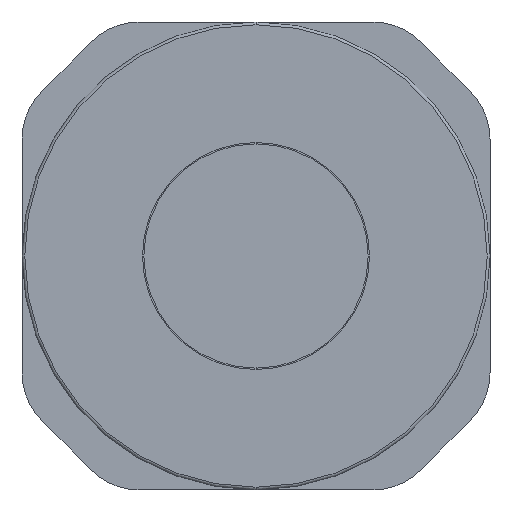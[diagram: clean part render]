
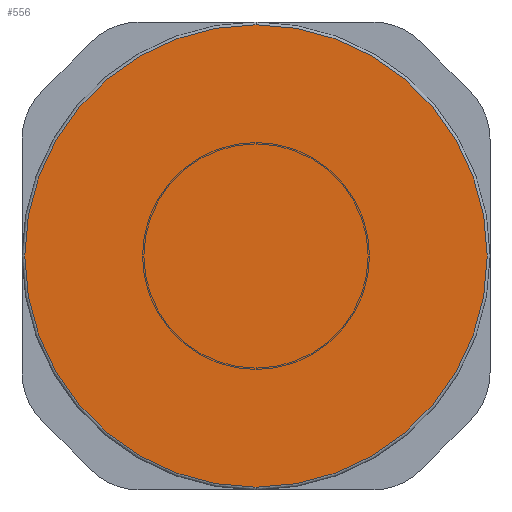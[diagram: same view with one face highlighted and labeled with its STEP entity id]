
A CAD part, left-side view. The second image highlights one B-rep face of the part: STEP entity #556.
In plain terms, the highlighted face is planar.
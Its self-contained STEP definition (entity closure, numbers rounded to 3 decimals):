
#556 = ADVANCED_FACE('',(#557),#577,.T.);
#557 = FACE_BOUND('',#558,.T.);
#558 = EDGE_LOOP('',(#559,#570));
#559 = ORIENTED_EDGE('',*,*,#560,.T.);
#560 = EDGE_CURVE('',#561,#563,#565,.T.);
#561 = VERTEX_POINT('',#562);
#562 = CARTESIAN_POINT('',(3.,0.,0.05));
#563 = VERTEX_POINT('',#564);
#564 = CARTESIAN_POINT('',(3.,0.,
    8.25));
#565 = CIRCLE('',#566,4.1);
#566 = AXIS2_PLACEMENT_3D('',#567,#568,#569);
#567 = CARTESIAN_POINT('',(3.,0.,4.15));
#568 = DIRECTION('',(1.,-0.,0.));
#569 = DIRECTION('',(0.,0.,-1.));
#570 = ORIENTED_EDGE('',*,*,#571,.T.);
#571 = EDGE_CURVE('',#563,#561,#572,.T.);
#572 = CIRCLE('',#573,4.1);
#573 = AXIS2_PLACEMENT_3D('',#574,#575,#576);
#574 = CARTESIAN_POINT('',(3.,0.,4.15));
#575 = DIRECTION('',(1.,-0.,0.));
#576 = DIRECTION('',(0.,0.,-1.));
#577 = PLANE('',#578);
#578 = AXIS2_PLACEMENT_3D('',#579,#580,#581);
#579 = CARTESIAN_POINT('',(3.,0.,4.15));
#580 = DIRECTION('',(1.,0.,0.));
#581 = DIRECTION('',(0.,0.,1.));
